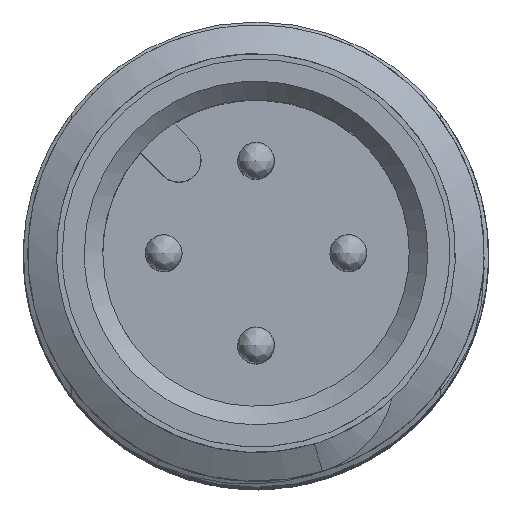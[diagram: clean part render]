
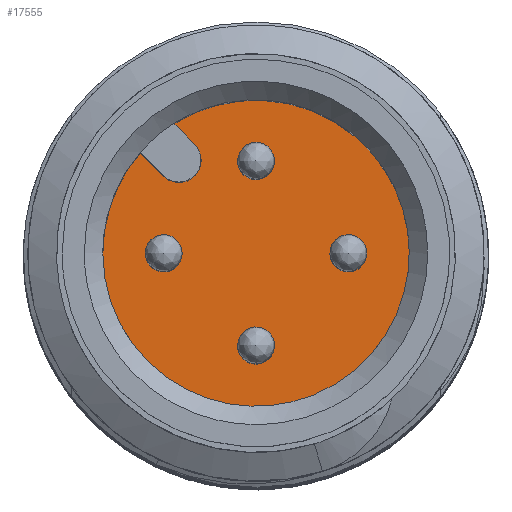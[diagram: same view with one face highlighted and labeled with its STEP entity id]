
A CAD part, top view. The second image highlights one B-rep face of the part: STEP entity #17555.
In plain terms, the highlighted free-form (B-spline) face has degree [1, 1] with [2, 2] control points.
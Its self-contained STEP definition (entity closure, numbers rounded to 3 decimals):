
#17351=CARTESIAN_POINT('',(-2.222,3.505,39.55));
#17352=VERTEX_POINT('',#17351);
#17360=CARTESIAN_POINT('',(-3.134,2.72,39.55));
#17361=VERTEX_POINT('',#17360);
#17367=CARTESIAN_POINT('',(-3.134,2.72,39.55));
#17368=CARTESIAN_POINT('',(-7.358,-2.148,39.55));
#17369=CARTESIAN_POINT('',(-1.179,-3.979,39.55));
#17370=CARTESIAN_POINT('',(5.,-5.81,39.55));
#17371=CARTESIAN_POINT('',(4.11,0.573,39.55));
#17372=CARTESIAN_POINT('',(3.221,6.956,39.55));
#17373=CARTESIAN_POINT('',(-2.222,3.505,39.55));
#17374=(BOUNDED_CURVE()B_SPLINE_CURVE(2,(#17367,#17368,#17369,#17370,#17371,#17372,#17373),.CIRCULAR_ARC.,.F.,.U.)B_SPLINE_CURVE_WITH_KNOTS((3,2,2,3),(0.,0.333,0.667,1.),.UNSPECIFIED.)CURVE()GEOMETRIC_REPRESENTATION_ITEM()RATIONAL_B_SPLINE_CURVE((1.,0.541,1.,0.541,1.,0.541,1.))REPRESENTATION_ITEM(''));
#17375=EDGE_CURVE('',#17361,#17352,#17374,.T.);
#17416=CARTESIAN_POINT('',(-1.662,2.944,39.55));
#17417=VERTEX_POINT('',#17416);
#17418=CARTESIAN_POINT('',(-2.222,3.505,39.55));
#17419=CARTESIAN_POINT('',(-1.662,2.944,39.55));
#17420=B_SPLINE_CURVE_WITH_KNOTS('',1,(#17418,#17419),.POLYLINE_FORM.,.F.,.U.,(2,2),(0.,1.),.UNSPECIFIED.);
#17421=EDGE_CURVE('',#17352,#17417,#17420,.T.);
#17438=CARTESIAN_POINT('',(-2.51,2.096,39.55));
#17439=VERTEX_POINT('',#17438);
#17440=CARTESIAN_POINT('',(-2.51,2.096,39.55));
#17441=CARTESIAN_POINT('',(-3.134,2.72,39.55));
#17442=B_SPLINE_CURVE_WITH_KNOTS('',1,(#17440,#17441),.POLYLINE_FORM.,.F.,.U.,(2,2),(0.,1.),.UNSPECIFIED.);
#17443=EDGE_CURVE('',#17439,#17361,#17442,.T.);
#17474=CARTESIAN_POINT('',(-1.662,2.944,39.55));
#17475=CARTESIAN_POINT('',(-1.237,2.52,39.55));
#17476=CARTESIAN_POINT('',(-1.662,2.096,39.55));
#17477=CARTESIAN_POINT('',(-2.086,1.671,39.55));
#17478=CARTESIAN_POINT('',(-2.51,2.096,39.55));
#17479=(BOUNDED_CURVE()B_SPLINE_CURVE(2,(#17474,#17475,#17476,#17477,#17478),.CIRCULAR_ARC.,.F.,.U.)B_SPLINE_CURVE_WITH_KNOTS((3,2,3),(0.,0.5,1.),.UNSPECIFIED.)CURVE()GEOMETRIC_REPRESENTATION_ITEM()RATIONAL_B_SPLINE_CURVE((1.,0.707,1.,0.707,1.))REPRESENTATION_ITEM(''));
#17480=EDGE_CURVE('',#17417,#17439,#17479,.T.);
#17488=CARTESIAN_POINT('',(9.019,7.907,39.55));
#17489=CARTESIAN_POINT('',(9.019,-7.907,39.55));
#17490=CARTESIAN_POINT('',(-6.795,7.907,39.55));
#17491=CARTESIAN_POINT('',(-6.795,-7.907,39.55));
#17492=B_SPLINE_SURFACE_WITH_KNOTS('',1,1,((#17488,#17489),(#17490,#17491)),.PLANE_SURF.,.F.,.F.,.U.,(2,2),(2,2),(0.,1.),(0.,1.),.UNSPECIFIED.);
#17493=ORIENTED_EDGE('',*,*,#17421,.T.);
#17494=ORIENTED_EDGE('',*,*,#17480,.T.);
#17495=ORIENTED_EDGE('',*,*,#17443,.T.);
#17496=ORIENTED_EDGE('',*,*,#17375,.T.);
#17497=EDGE_LOOP('',(#17493,#17494,#17495,#17496));
#17498=FACE_OUTER_BOUND('',#17497,.T.);
#17499=CARTESIAN_POINT('',(-0.5,-2.5,39.55));
#17500=VERTEX_POINT('',#17499);
#17501=CARTESIAN_POINT('',(-0.5,-2.5,39.55));
#17502=CARTESIAN_POINT('',(-0.5,-1.634,39.55));
#17503=CARTESIAN_POINT('',(0.25,-2.067,39.55));
#17504=CARTESIAN_POINT('',(1.,-2.5,39.55));
#17505=CARTESIAN_POINT('',(0.25,-2.933,39.55));
#17506=CARTESIAN_POINT('',(-0.5,-3.366,39.55));
#17507=CARTESIAN_POINT('',(-0.5,-2.5,39.55));
#17508=(BOUNDED_CURVE()B_SPLINE_CURVE(2,(#17501,#17502,#17503,#17504,#17505,#17506,#17507),.CIRCULAR_ARC.,.T.,.U.)B_SPLINE_CURVE_WITH_KNOTS((3,2,2,3),(0.,0.333,0.667,1.),.UNSPECIFIED.)CURVE()GEOMETRIC_REPRESENTATION_ITEM()RATIONAL_B_SPLINE_CURVE((1.,0.5,1.,0.5,1.,0.5,1.))REPRESENTATION_ITEM(''));
#17509=EDGE_CURVE('',#17500,#17500,#17508,.T.);
#17510=ORIENTED_EDGE('',*,*,#17509,.T.);
#17511=EDGE_LOOP('',(#17510));
#17512=FACE_BOUND('',#17511,.T.);
#17513=CARTESIAN_POINT('',(-0.5,2.5,39.55));
#17514=VERTEX_POINT('',#17513);
#17515=CARTESIAN_POINT('',(-0.5,2.5,39.55));
#17516=CARTESIAN_POINT('',(-0.5,3.366,39.55));
#17517=CARTESIAN_POINT('',(0.25,2.933,39.55));
#17518=CARTESIAN_POINT('',(1.,2.5,39.55));
#17519=CARTESIAN_POINT('',(0.25,2.067,39.55));
#17520=CARTESIAN_POINT('',(-0.5,1.634,39.55));
#17521=CARTESIAN_POINT('',(-0.5,2.5,39.55));
#17522=(BOUNDED_CURVE()B_SPLINE_CURVE(2,(#17515,#17516,#17517,#17518,#17519,#17520,#17521),.CIRCULAR_ARC.,.T.,.U.)B_SPLINE_CURVE_WITH_KNOTS((3,2,2,3),(0.,0.333,0.667,1.),.UNSPECIFIED.)CURVE()GEOMETRIC_REPRESENTATION_ITEM()RATIONAL_B_SPLINE_CURVE((1.,0.5,1.,0.5,1.,0.5,1.))REPRESENTATION_ITEM(''));
#17523=EDGE_CURVE('',#17514,#17514,#17522,.T.);
#17524=ORIENTED_EDGE('',*,*,#17523,.T.);
#17525=EDGE_LOOP('',(#17524));
#17526=FACE_BOUND('',#17525,.T.);
#17527=CARTESIAN_POINT('',(2.,0.,39.55));
#17528=VERTEX_POINT('',#17527);
#17529=CARTESIAN_POINT('',(2.,0.,39.55));
#17530=CARTESIAN_POINT('',(2.,0.866,39.55));
#17531=CARTESIAN_POINT('',(2.75,0.433,39.55));
#17532=CARTESIAN_POINT('',(3.5,0.,39.55));
#17533=CARTESIAN_POINT('',(2.75,-0.433,39.55));
#17534=CARTESIAN_POINT('',(2.,-0.866,39.55));
#17535=CARTESIAN_POINT('',(2.,0.,39.55));
#17536=(BOUNDED_CURVE()B_SPLINE_CURVE(2,(#17529,#17530,#17531,#17532,#17533,#17534,#17535),.CIRCULAR_ARC.,.T.,.U.)B_SPLINE_CURVE_WITH_KNOTS((3,2,2,3),(0.,0.333,0.667,1.),.UNSPECIFIED.)CURVE()GEOMETRIC_REPRESENTATION_ITEM()RATIONAL_B_SPLINE_CURVE((1.,0.5,1.,0.5,1.,0.5,1.))REPRESENTATION_ITEM(''));
#17537=EDGE_CURVE('',#17528,#17528,#17536,.T.);
#17538=ORIENTED_EDGE('',*,*,#17537,.T.);
#17539=EDGE_LOOP('',(#17538));
#17540=FACE_BOUND('',#17539,.T.);
#17541=CARTESIAN_POINT('',(-3.,0.,39.55));
#17542=VERTEX_POINT('',#17541);
#17543=CARTESIAN_POINT('',(-3.,0.,39.55));
#17544=CARTESIAN_POINT('',(-3.,0.866,39.55));
#17545=CARTESIAN_POINT('',(-2.25,0.433,39.55));
#17546=CARTESIAN_POINT('',(-1.5,0.,39.55));
#17547=CARTESIAN_POINT('',(-2.25,-0.433,39.55));
#17548=CARTESIAN_POINT('',(-3.,-0.866,39.55));
#17549=CARTESIAN_POINT('',(-3.,0.,39.55));
#17550=(BOUNDED_CURVE()B_SPLINE_CURVE(2,(#17543,#17544,#17545,#17546,#17547,#17548,#17549),.CIRCULAR_ARC.,.T.,.U.)B_SPLINE_CURVE_WITH_KNOTS((3,2,2,3),(0.,0.333,0.667,1.),.UNSPECIFIED.)CURVE()GEOMETRIC_REPRESENTATION_ITEM()RATIONAL_B_SPLINE_CURVE((1.,0.5,1.,0.5,1.,0.5,1.))REPRESENTATION_ITEM(''));
#17551=EDGE_CURVE('',#17542,#17542,#17550,.T.);
#17552=ORIENTED_EDGE('',*,*,#17551,.T.);
#17553=EDGE_LOOP('',(#17552));
#17554=FACE_BOUND('',#17553,.T.);
#17555=ADVANCED_FACE('',(#17498,#17512,#17526,#17540,#17554),#17492,.T.);
